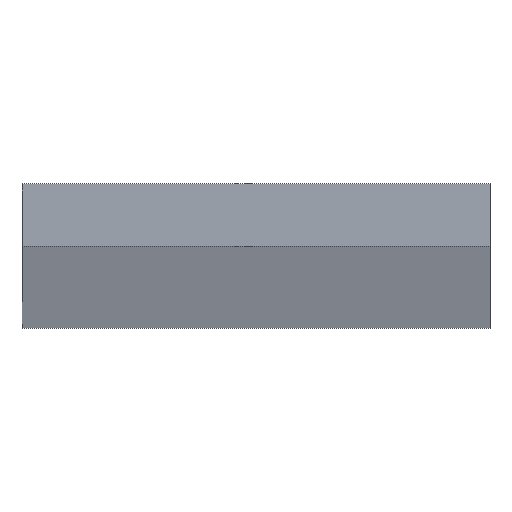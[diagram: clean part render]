
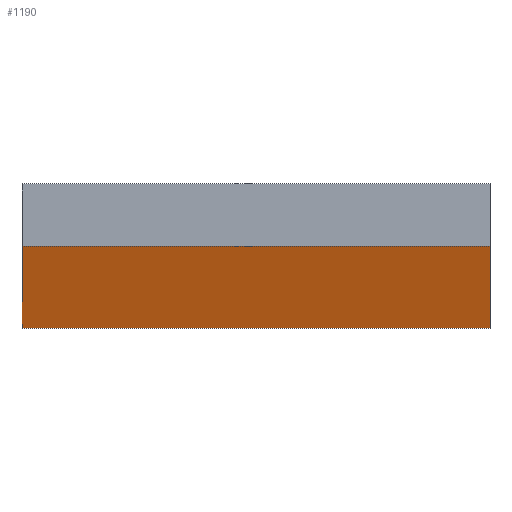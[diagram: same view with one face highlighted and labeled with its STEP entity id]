
A CAD part, top view. The second image highlights one B-rep face of the part: STEP entity #1190.
In plain terms, the highlighted planar face has unit normal (0, -1, 0).
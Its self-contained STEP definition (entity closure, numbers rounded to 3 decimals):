
#120=CARTESIAN_POINT('',(30.,0.,0.));
#130=VERTEX_POINT('',#120);
#280=CARTESIAN_POINT('',(0.,0.,0.));
#290=VERTEX_POINT('',#280);
#320=CARTESIAN_POINT('',(30.,0.,0.));
#330=DIRECTION('',(-1.,0.,0.));
#340=VECTOR('',#330,1.);
#350=LINE('',#320,#340);
#360=EDGE_CURVE('',#130,#290,#350,.T.);
#460=CARTESIAN_POINT('',(30.,0.,3000.));
#470=DIRECTION('',(-1.,0.,0.));
#480=VECTOR('',#470,1.);
#490=LINE('',#460,#480);
#500=CARTESIAN_POINT('',(30.,0.,3000.));
#510=VERTEX_POINT('',#500);
#520=CARTESIAN_POINT('',(0.,0.,3000.));
#530=VERTEX_POINT('',#520);
#540=EDGE_CURVE('',#510,#530,#490,.T.);
#930=CARTESIAN_POINT('',(0.,0.,0.));
#940=DIRECTION('',(0.,0.,1.));
#950=VECTOR('',#940,1.);
#960=LINE('',#930,#950);
#970=EDGE_CURVE('',#290,#530,#960,.T.);
#1030=CARTESIAN_POINT('',(30.,0.,0.));
#1040=DIRECTION('',(0.,-1.,0.));
#1050=DIRECTION('',(-1.,-0.,0.));
#1060=AXIS2_PLACEMENT_3D('',#1030,#1040,#1050);
#1070=PLANE('',#1060);
#1080=ORIENTED_EDGE('',*,*,#970,.F.);
#1090=ORIENTED_EDGE('',*,*,#540,.T.);
#1100=CARTESIAN_POINT('',(30.,0.,0.));
#1110=DIRECTION('',(0.,0.,1.));
#1120=VECTOR('',#1110,1.);
#1130=LINE('',#1100,#1120);
#1140=EDGE_CURVE('',#130,#510,#1130,.T.);
#1150=ORIENTED_EDGE('',*,*,#1140,.T.);
#1160=ORIENTED_EDGE('',*,*,#360,.F.);
#1170=EDGE_LOOP('',(#1160,#1150,#1090,#1080));
#1180=FACE_OUTER_BOUND('',#1170,.T.);
#1190=ADVANCED_FACE('',(#1180),#1070,.T.);
